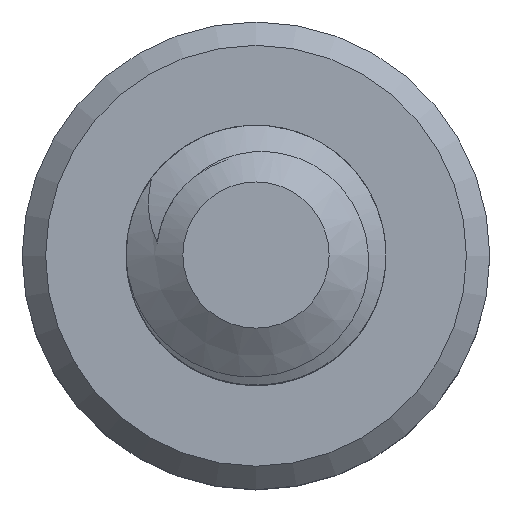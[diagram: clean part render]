
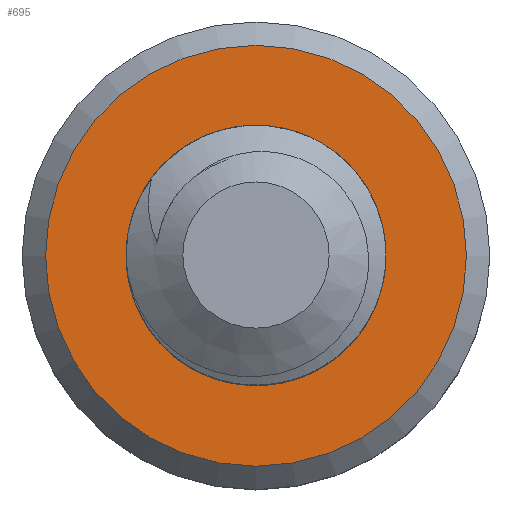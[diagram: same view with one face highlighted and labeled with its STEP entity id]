
A CAD part, top view. The second image highlights one B-rep face of the part: STEP entity #695.
In plain terms, the highlighted planar face has unit normal (0, 0, 1).
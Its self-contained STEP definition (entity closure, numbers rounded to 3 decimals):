
#16=FACE_BOUND('',#117,.T.);
#19=PLANE('',#776);
#73=FACE_OUTER_BOUND('',#116,.T.);
#116=EDGE_LOOP('',(#599,#600));
#117=EDGE_LOOP('',(#601,#602,#603,#604));
#130=CIRCLE('',#729,1.25);
#135=CIRCLE('',#752,2.025);
#136=CIRCLE('',#753,2.025);
#145=CIRCLE('',#767,0.958);
#193=B_SPLINE_CURVE_WITH_KNOTS('',3,(#4118,#4119,#4120,#4121,#4122,#4123,
#4124,#4125,#4126,#4127,#4128,#4129,#4130,#4131,#4132,#4133,#4134,#4135,
#4136,#4137,#4138,#4139,#4140,#4141,#4142,#4143,#4144,#4145,#4146,#4147,
#4148,#4149,#4150,#4151,#4152,#4153,#4154,#4155,#4156,#4157,#4158,#4159,
#4160,#4161,#4162,#4163,#4164,#4165,#4166),.UNSPECIFIED.,.F.,.F.,(4,3,3,
3,3,3,3,3,3,3,3,3,3,3,3,3,4),(0.,0.028,0.044,
0.053,0.072,0.098,0.106,
0.173,0.225,0.251,0.259,
0.264,0.277,0.283,0.288,
0.312,0.335),.UNSPECIFIED.);
#194=B_SPLINE_CURVE_WITH_KNOTS('',3,(#4433,#4434,#4435,#4436,#4437,#4438,
#4439,#4440,#4441,#4442,#4443,#4444,#4445,#4446,#4447,#4448,#4449,#4450,
#4451,#4452,#4453,#4454,#4455,#4456,#4457,#4458,#4459,#4460,#4461,#4462,
#4463,#4464,#4465,#4466,#4467,#4468,#4469,#4470,#4471,#4472),
 .UNSPECIFIED.,.F.,.F.,(4,3,3,3,3,3,3,3,3,3,3,3,3,4),(0.,0.045,
0.056,0.09,0.102,0.147,
0.184,0.215,0.222,0.247,
0.259,0.267,0.3,0.302),
 .UNSPECIFIED.);
#265=VERTEX_POINT('',#952);
#266=VERTEX_POINT('',#969);
#306=VERTEX_POINT('',#3679);
#307=VERTEX_POINT('',#3681);
#318=VERTEX_POINT('',#3830);
#319=VERTEX_POINT('',#3841);
#332=EDGE_CURVE('',#265,#266,#130,.T.);
#390=EDGE_CURVE('',#307,#306,#135,.T.);
#391=EDGE_CURVE('',#306,#307,#136,.T.);
#408=EDGE_CURVE('',#319,#318,#145,.T.);
#411=EDGE_CURVE('',#318,#266,#193,.T.);
#412=EDGE_CURVE('',#265,#319,#194,.T.);
#599=ORIENTED_EDGE('',*,*,#390,.T.);
#600=ORIENTED_EDGE('',*,*,#391,.T.);
#601=ORIENTED_EDGE('',*,*,#332,.F.);
#602=ORIENTED_EDGE('',*,*,#412,.T.);
#603=ORIENTED_EDGE('',*,*,#408,.T.);
#604=ORIENTED_EDGE('',*,*,#411,.T.);
#695=ADVANCED_FACE('',(#73,#16),#19,.F.);
#729=AXIS2_PLACEMENT_3D('',#970,#794,#795);
#752=AXIS2_PLACEMENT_3D('',#3682,#858,#859);
#753=AXIS2_PLACEMENT_3D('',#3683,#860,#861);
#767=AXIS2_PLACEMENT_3D('',#3842,#891,#892);
#776=AXIS2_PLACEMENT_3D('',#4484,#909,#910);
#794=DIRECTION('center_axis',(0.,0.,1.));
#795=DIRECTION('ref_axis',(1.,0.,0.));
#858=DIRECTION('center_axis',(0.,0.,1.));
#859=DIRECTION('ref_axis',(-1.,0.,0.));
#860=DIRECTION('center_axis',(0.,0.,1.));
#861=DIRECTION('ref_axis',(-1.,0.,0.));
#891=DIRECTION('center_axis',(0.,0.,-1.));
#892=DIRECTION('ref_axis',(1.,0.,0.));
#909=DIRECTION('center_axis',(0.,0.,-1.));
#910=DIRECTION('ref_axis',(-1.,0.,0.));
#952=CARTESIAN_POINT('',(-0.797,0.963,-4.));
#969=CARTESIAN_POINT('',(-1.246,0.104,-4.));
#970=CARTESIAN_POINT('Origin',(0.,0.,-4.));
#3679=CARTESIAN_POINT('',(2.025,0.,-4.));
#3681=CARTESIAN_POINT('',(-2.025,0.,-4.));
#3682=CARTESIAN_POINT('Origin',(0.,0.,-4.));
#3683=CARTESIAN_POINT('Origin',(0.,0.,-4.));
#3830=CARTESIAN_POINT('',(0.61,-0.738,-4.));
#3841=CARTESIAN_POINT('',(0.954,-0.08,-4.));
#3842=CARTESIAN_POINT('Origin',(0.,0.,-4.));
#4118=CARTESIAN_POINT('Ctrl Pts',(0.61,-0.738,
-4.));
#4119=CARTESIAN_POINT('Ctrl Pts',(0.547,-0.807,
-4.));
#4120=CARTESIAN_POINT('Ctrl Pts',(0.473,-0.866,
-4.));
#4121=CARTESIAN_POINT('Ctrl Pts',(0.393,-0.914,
-4.));
#4122=CARTESIAN_POINT('Ctrl Pts',(0.347,-0.941,
-4.));
#4123=CARTESIAN_POINT('Ctrl Pts',(0.298,-0.965,
-4.));
#4124=CARTESIAN_POINT('Ctrl Pts',(0.248,-0.984,
-4.));
#4125=CARTESIAN_POINT('Ctrl Pts',(0.221,-0.995,
-4.));
#4126=CARTESIAN_POINT('Ctrl Pts',(0.193,-1.004,-4.));
#4127=CARTESIAN_POINT('Ctrl Pts',(0.167,-1.011,-4.));
#4128=CARTESIAN_POINT('Ctrl Pts',(0.108,-1.029,-4.));
#4129=CARTESIAN_POINT('Ctrl Pts',(0.051,-1.039,
-4.));
#4130=CARTESIAN_POINT('Ctrl Pts',(0.,-1.044,
-4.));
#4131=CARTESIAN_POINT('Ctrl Pts',(-0.068,-1.052,
-4.));
#4132=CARTESIAN_POINT('Ctrl Pts',(-0.128,-1.052,
-4.));
#4133=CARTESIAN_POINT('Ctrl Pts',(-0.174,-1.049,-4.));
#4134=CARTESIAN_POINT('Ctrl Pts',(-0.188,-1.049,-4.));
#4135=CARTESIAN_POINT('Ctrl Pts',(-0.202,-1.048,
-4.));
#4136=CARTESIAN_POINT('Ctrl Pts',(-0.216,-1.046,-4.));
#4137=CARTESIAN_POINT('Ctrl Pts',(-0.334,-1.036,
-4.));
#4138=CARTESIAN_POINT('Ctrl Pts',(-0.449,-1.006,
-4.));
#4139=CARTESIAN_POINT('Ctrl Pts',(-0.558,-0.959,
-4.));
#4140=CARTESIAN_POINT('Ctrl Pts',(-0.643,-0.922,
-4.));
#4141=CARTESIAN_POINT('Ctrl Pts',(-0.723,-0.875,
-4.));
#4142=CARTESIAN_POINT('Ctrl Pts',(-0.796,-0.818,
-4.));
#4143=CARTESIAN_POINT('Ctrl Pts',(-0.832,-0.79,
-4.));
#4144=CARTESIAN_POINT('Ctrl Pts',(-0.867,-0.759,
-4.));
#4145=CARTESIAN_POINT('Ctrl Pts',(-0.899,-0.726,
-4.));
#4146=CARTESIAN_POINT('Ctrl Pts',(-0.91,-0.716,-4.));
#4147=CARTESIAN_POINT('Ctrl Pts',(-0.92,-0.706,
-4.));
#4148=CARTESIAN_POINT('Ctrl Pts',(-0.929,-0.695,
-4.));
#4149=CARTESIAN_POINT('Ctrl Pts',(-0.935,-0.689,
-4.));
#4150=CARTESIAN_POINT('Ctrl Pts',(-0.941,-0.682,
-4.));
#4151=CARTESIAN_POINT('Ctrl Pts',(-0.948,-0.674,
-4.));
#4152=CARTESIAN_POINT('Ctrl Pts',(-0.966,-0.653,
-4.));
#4153=CARTESIAN_POINT('Ctrl Pts',(-0.99,-0.624,
-4.));
#4154=CARTESIAN_POINT('Ctrl Pts',(-1.017,-0.587,
-4.));
#4155=CARTESIAN_POINT('Ctrl Pts',(-1.031,-0.568,-4.));
#4156=CARTESIAN_POINT('Ctrl Pts',(-1.045,-0.546,-4.));
#4157=CARTESIAN_POINT('Ctrl Pts',(-1.06,-0.522,
-4.));
#4158=CARTESIAN_POINT('Ctrl Pts',(-1.071,-0.505,
-4.));
#4159=CARTESIAN_POINT('Ctrl Pts',(-1.081,-0.487,-4.));
#4160=CARTESIAN_POINT('Ctrl Pts',(-1.091,-0.469,
-4.));
#4161=CARTESIAN_POINT('Ctrl Pts',(-1.141,-0.379,
-4.));
#4162=CARTESIAN_POINT('Ctrl Pts',(-1.18,-0.283,
-4.));
#4163=CARTESIAN_POINT('Ctrl Pts',(-1.206,-0.183,
-4.));
#4164=CARTESIAN_POINT('Ctrl Pts',(-1.23,-0.089,-4.));
#4165=CARTESIAN_POINT('Ctrl Pts',(-1.244,0.007,
-4.));
#4166=CARTESIAN_POINT('Ctrl Pts',(-1.246,0.104,-4.));
#4433=CARTESIAN_POINT('Ctrl Pts',(-0.797,0.963,
-4.));
#4434=CARTESIAN_POINT('Ctrl Pts',(-0.672,1.046,-4.));
#4435=CARTESIAN_POINT('Ctrl Pts',(-0.534,1.106,-4.));
#4436=CARTESIAN_POINT('Ctrl Pts',(-0.388,1.139,-4.));
#4437=CARTESIAN_POINT('Ctrl Pts',(-0.353,1.147,-4.));
#4438=CARTESIAN_POINT('Ctrl Pts',(-0.319,1.153,-4.));
#4439=CARTESIAN_POINT('Ctrl Pts',(-0.285,1.158,-4.));
#4440=CARTESIAN_POINT('Ctrl Pts',(-0.179,1.172,-4.));
#4441=CARTESIAN_POINT('Ctrl Pts',(-0.083,1.171,-4.));
#4442=CARTESIAN_POINT('Ctrl Pts',(0.,1.163,
-4.));
#4443=CARTESIAN_POINT('Ctrl Pts',(0.029,1.161,-4.));
#4444=CARTESIAN_POINT('Ctrl Pts',(0.056,1.157,-4.));
#4445=CARTESIAN_POINT('Ctrl Pts',(0.083,1.152,-4.));
#4446=CARTESIAN_POINT('Ctrl Pts',(0.188,1.134,-4.));
#4447=CARTESIAN_POINT('Ctrl Pts',(0.289,1.101,-4.));
#4448=CARTESIAN_POINT('Ctrl Pts',(0.383,1.053,-4.));
#4449=CARTESIAN_POINT('Ctrl Pts',(0.46,1.015,-4.));
#4450=CARTESIAN_POINT('Ctrl Pts',(0.533,0.967,-4.));
#4451=CARTESIAN_POINT('Ctrl Pts',(0.598,0.912,-4.));
#4452=CARTESIAN_POINT('Ctrl Pts',(0.655,0.865,-4.));
#4453=CARTESIAN_POINT('Ctrl Pts',(0.707,0.811,-4.));
#4454=CARTESIAN_POINT('Ctrl Pts',(0.753,0.753,-4.));
#4455=CARTESIAN_POINT('Ctrl Pts',(0.763,0.74,-4.));
#4456=CARTESIAN_POINT('Ctrl Pts',(0.773,0.727,-4.));
#4457=CARTESIAN_POINT('Ctrl Pts',(0.784,0.712,-4.));
#4458=CARTESIAN_POINT('Ctrl Pts',(0.821,0.659,-4.));
#4459=CARTESIAN_POINT('Ctrl Pts',(0.861,0.594,-4.));
#4460=CARTESIAN_POINT('Ctrl Pts',(0.895,0.517,-4.));
#4461=CARTESIAN_POINT('Ctrl Pts',(0.911,0.481,-4.));
#4462=CARTESIAN_POINT('Ctrl Pts',(0.925,0.443,-4.));
#4463=CARTESIAN_POINT('Ctrl Pts',(0.937,0.403,-4.));
#4464=CARTESIAN_POINT('Ctrl Pts',(0.946,0.373,-4.));
#4465=CARTESIAN_POINT('Ctrl Pts',(0.953,0.342,-4.));
#4466=CARTESIAN_POINT('Ctrl Pts',(0.959,0.312,-4.));
#4467=CARTESIAN_POINT('Ctrl Pts',(0.983,0.191,-4.));
#4468=CARTESIAN_POINT('Ctrl Pts',(0.983,0.065,-4.));
#4469=CARTESIAN_POINT('Ctrl Pts',(0.959,-0.057,
-4.));
#4470=CARTESIAN_POINT('Ctrl Pts',(0.958,-0.064,
-4.));
#4471=CARTESIAN_POINT('Ctrl Pts',(0.956,-0.072,
-4.));
#4472=CARTESIAN_POINT('Ctrl Pts',(0.954,-0.08,
-4.));
#4484=CARTESIAN_POINT('Origin',(0.,0.,-4.));
